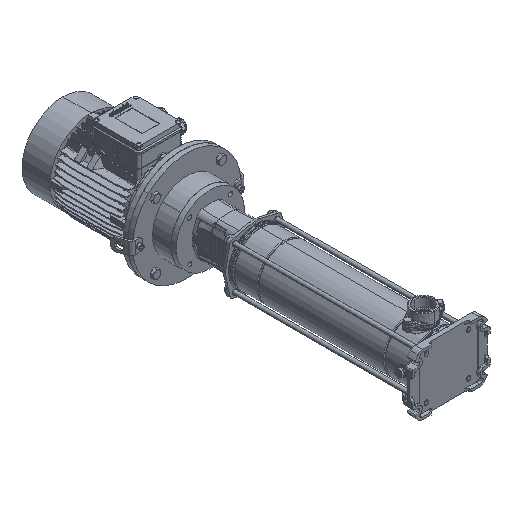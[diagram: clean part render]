
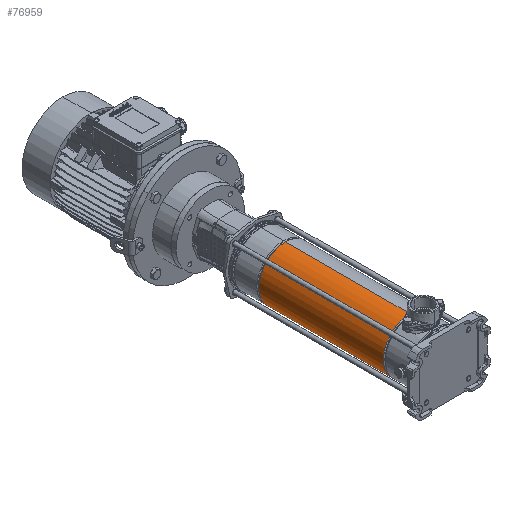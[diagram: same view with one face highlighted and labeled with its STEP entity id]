
A CAD part, isometric view. The second image highlights one B-rep face of the part: STEP entity #76959.
In plain terms, the highlighted cylindrical face has radius 85.9 mm (diameter 171.8 mm), a partial arc.
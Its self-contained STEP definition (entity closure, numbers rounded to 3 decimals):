
#1266 = AXIS2_PLACEMENT_3D ( 'NONE', #27708, #27204, #95746 ) ;
#3059 = VERTEX_POINT ( 'NONE', #64009 ) ;
#3535 = EDGE_CURVE ( 'NONE', #39962, #55881, #32379, .T. ) ;
#7204 = CYLINDRICAL_SURFACE ( 'NONE', #72469, 85.9 ) ;
#12455 = VECTOR ( 'NONE', #43052, 1000. ) ;
#15620 = DIRECTION ( 'NONE',  ( -1., 0., 0. ) ) ;
#22579 = CARTESIAN_POINT ( 'NONE',  ( 0., 0., 0. ) ) ;
#27204 = DIRECTION ( 'NONE',  ( 0., 0., -1. ) ) ;
#27708 = CARTESIAN_POINT ( 'NONE',  ( 0., 0., 495.103 ) ) ;
#30281 = FACE_OUTER_BOUND ( 'NONE', #43264, .T. ) ;
#30909 = EDGE_CURVE ( 'NONE', #39962, #3059, #53979, .T. ) ;
#32379 = CIRCLE ( 'NONE', #1266, 85.9 ) ;
#36632 = EDGE_CURVE ( 'NONE', #55881, #39630, #58026, .T. ) ;
#39293 = ORIENTED_EDGE ( 'NONE', *, *, #83414, .F. ) ;
#39630 = VERTEX_POINT ( 'NONE', #46470 ) ;
#39962 = VERTEX_POINT ( 'NONE', #99844 ) ;
#43052 = DIRECTION ( 'NONE',  ( 0., 0., -1. ) ) ;
#43264 = EDGE_LOOP ( 'NONE', ( #96439, #73520, #94178, #39293 ) ) ;
#46470 = CARTESIAN_POINT ( 'NONE',  ( -85.9, 0., 93.897 ) ) ;
#48943 = CARTESIAN_POINT ( 'NONE',  ( 0., 0., 93.897 ) ) ;
#49162 = CARTESIAN_POINT ( 'NONE',  ( 85.9, 0., 0. ) ) ;
#53979 = LINE ( 'NONE', #49162, #59567 ) ;
#55881 = VERTEX_POINT ( 'NONE', #79911 ) ;
#58026 = LINE ( 'NONE', #81685, #12455 ) ;
#59567 = VECTOR ( 'NONE', #88772, 1000. ) ;
#61670 = DIRECTION ( 'NONE',  ( -1., 0., 0. ) ) ;
#64009 = CARTESIAN_POINT ( 'NONE',  ( 85.9, 0., 93.897 ) ) ;
#72469 = AXIS2_PLACEMENT_3D ( 'NONE', #22579, #92495, #61670 ) ;
#73520 = ORIENTED_EDGE ( 'NONE', *, *, #3535, .T. ) ;
#76959 = ADVANCED_FACE ( 'NONE', ( #30281 ), #7204, .T. ) ;
#79911 = CARTESIAN_POINT ( 'NONE',  ( -85.9, 0., 495.103 ) ) ;
#80014 = AXIS2_PLACEMENT_3D ( 'NONE', #48943, #86053, #15620 ) ;
#81685 = CARTESIAN_POINT ( 'NONE',  ( -85.9, 0., 0. ) ) ;
#83414 = EDGE_CURVE ( 'NONE', #3059, #39630, #101332, .T. ) ;
#86053 = DIRECTION ( 'NONE',  ( 0., 0., -1. ) ) ;
#88772 = DIRECTION ( 'NONE',  ( 0., 0., -1. ) ) ;
#92495 = DIRECTION ( 'NONE',  ( 0., 0., -1. ) ) ;
#94178 = ORIENTED_EDGE ( 'NONE', *, *, #36632, .T. ) ;
#95746 = DIRECTION ( 'NONE',  ( -1., 0., 0. ) ) ;
#96439 = ORIENTED_EDGE ( 'NONE', *, *, #30909, .F. ) ;
#99844 = CARTESIAN_POINT ( 'NONE',  ( 85.9, 0., 495.103 ) ) ;
#101332 = CIRCLE ( 'NONE', #80014, 85.9 ) ;
